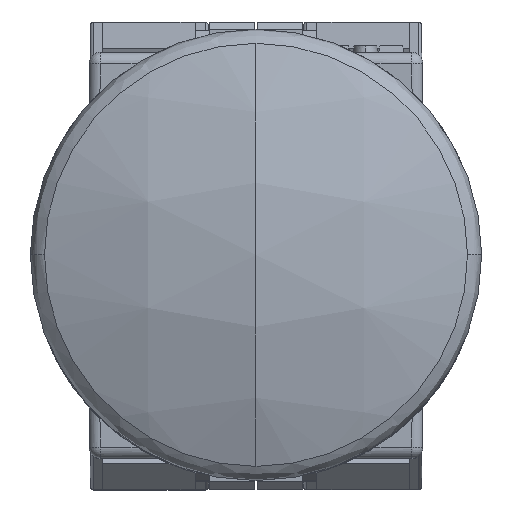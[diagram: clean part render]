
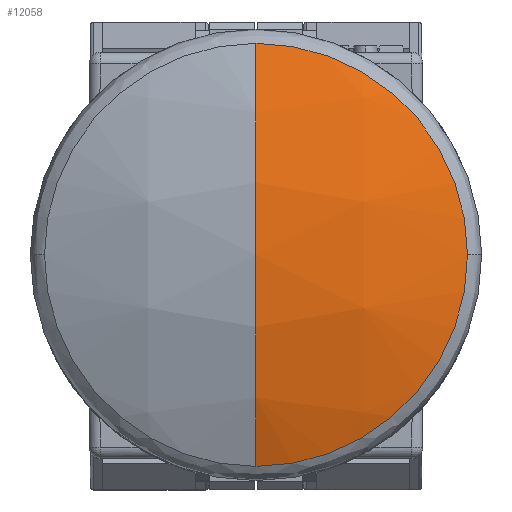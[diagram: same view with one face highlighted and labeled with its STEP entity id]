
A CAD part, top view. The second image highlights one B-rep face of the part: STEP entity #12058.
In plain terms, the highlighted spherical face has radius 50 mm.
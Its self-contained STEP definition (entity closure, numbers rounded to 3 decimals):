
#39 = AXIS2_PLACEMENT_3D ( 'NONE', #10840, #9186, #7563 ) ;
#1057 = ORIENTED_EDGE ( 'NONE', *, *, #15739, .F. ) ;
#1986 = ORIENTED_EDGE ( 'NONE', *, *, #8176, .F. ) ;
#2838 = CIRCLE ( 'NONE', #6279, 18.75 ) ;
#3311 = VERTEX_POINT ( 'NONE', #8443 ) ;
#3685 = DIRECTION ( 'NONE',  ( 0., 1., 0. ) ) ;
#3847 = CARTESIAN_POINT ( 'NONE',  ( 0., 0., 46.5 ) ) ;
#3955 = CARTESIAN_POINT ( 'NONE',  ( 18.75, 0., 42.851 ) ) ;
#5269 = DIRECTION ( 'NONE',  ( 0., 1., 0. ) ) ;
#5312 = DIRECTION ( 'NONE',  ( 0., 0., -1. ) ) ;
#5794 = EDGE_CURVE ( 'NONE', #11496, #10685, #8816, .T. ) ;
#6279 = AXIS2_PLACEMENT_3D ( 'NONE', #8531, #6896, #5269 ) ;
#6344 = CIRCLE ( 'NONE', #7695, 50. ) ;
#6461 = CIRCLE ( 'NONE', #39, 50. ) ;
#6896 = DIRECTION ( 'NONE',  ( 0., 0., -1. ) ) ;
#7260 = ORIENTED_EDGE ( 'NONE', *, *, #14257, .T. ) ;
#7420 = VERTEX_POINT ( 'NONE', #3847 ) ;
#7563 = DIRECTION ( 'NONE',  ( 0., 0., 1. ) ) ;
#7695 = AXIS2_PLACEMENT_3D ( 'NONE', #8221, #12777, #11138 ) ;
#7746 = FACE_OUTER_BOUND ( 'NONE', #10586, .T. ) ;
#8176 = EDGE_CURVE ( 'NONE', #3311, #11496, #2838, .T. ) ;
#8221 = CARTESIAN_POINT ( 'NONE',  ( 0., 0., -3.5 ) ) ;
#8443 = CARTESIAN_POINT ( 'NONE',  ( 0., 18.75, 42.851 ) ) ;
#8531 = CARTESIAN_POINT ( 'NONE',  ( 0., 0., 42.851 ) ) ;
#8594 = CARTESIAN_POINT ( 'NONE',  ( 0., 0., 42.851 ) ) ;
#8816 = CIRCLE ( 'NONE', #9456, 18.75 ) ;
#8981 = SPHERICAL_SURFACE ( 'NONE', #12309, 50. ) ;
#9186 = DIRECTION ( 'NONE',  ( -1., 0., 0. ) ) ;
#9456 = AXIS2_PLACEMENT_3D ( 'NONE', #8594, #5312, #3685 ) ;
#10586 = EDGE_LOOP ( 'NONE', ( #1986, #7260, #1057, #15172 ) ) ;
#10685 = VERTEX_POINT ( 'NONE', #15393 ) ;
#10840 = CARTESIAN_POINT ( 'NONE',  ( 0., 0., -3.5 ) ) ;
#11138 = DIRECTION ( 'NONE',  ( 0., 0., -1. ) ) ;
#11496 = VERTEX_POINT ( 'NONE', #3955 ) ;
#11533 = DIRECTION ( 'NONE',  ( 0., -1., 0. ) ) ;
#12058 = ADVANCED_FACE ( 'NONE', ( #7746 ), #8981, .T. ) ;
#12309 = AXIS2_PLACEMENT_3D ( 'NONE', #14872, #13184, #11533 ) ;
#12777 = DIRECTION ( 'NONE',  ( 1., 0., 0. ) ) ;
#13184 = DIRECTION ( 'NONE',  ( 1., 0., 0. ) ) ;
#14257 = EDGE_CURVE ( 'NONE', #3311, #7420, #6344, .T. ) ;
#14872 = CARTESIAN_POINT ( 'NONE',  ( 0., 0., -3.5 ) ) ;
#15172 = ORIENTED_EDGE ( 'NONE', *, *, #5794, .F. ) ;
#15393 = CARTESIAN_POINT ( 'NONE',  ( 0., -18.75, 42.851 ) ) ;
#15739 = EDGE_CURVE ( 'NONE', #10685, #7420, #6461, .T. ) ;
